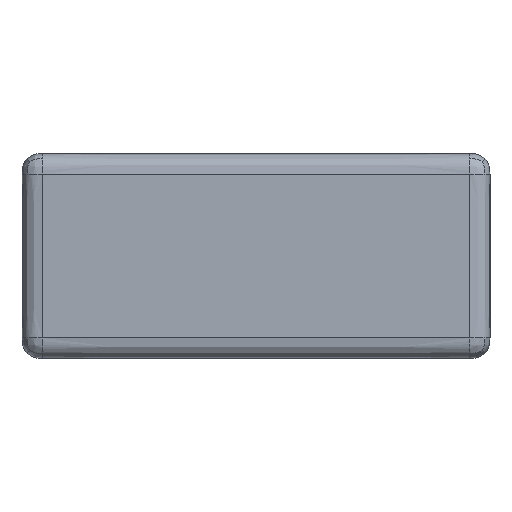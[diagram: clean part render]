
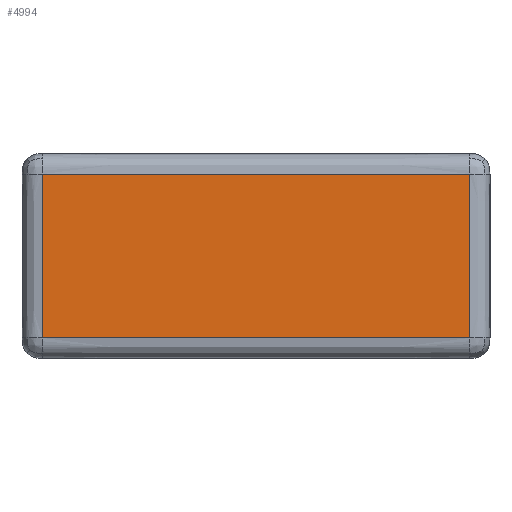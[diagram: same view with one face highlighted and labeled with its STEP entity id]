
A CAD part, left-side view. The second image highlights one B-rep face of the part: STEP entity #4994.
In plain terms, the highlighted planar face has unit normal (-1, 0, 0).
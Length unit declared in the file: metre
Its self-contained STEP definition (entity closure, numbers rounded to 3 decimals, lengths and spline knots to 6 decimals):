
#660=ORIENTED_EDGE('',*,*,#2006,.T.);
#661=ORIENTED_EDGE('',*,*,#2007,.T.);
#662=ORIENTED_EDGE('',*,*,#2008,.T.);
#663=ORIENTED_EDGE('',*,*,#2009,.T.);
#2006=EDGE_CURVE('',#2679,#2680,#3181,.T.);
#2007=EDGE_CURVE('',#2680,#2681,#3182,.T.);
#2008=EDGE_CURVE('',#2681,#2682,#3183,.T.);
#2009=EDGE_CURVE('',#2682,#2679,#3184,.T.);
#2679=VERTEX_POINT('',#7258);
#2680=VERTEX_POINT('',#7259);
#2681=VERTEX_POINT('',#7264);
#2682=VERTEX_POINT('',#7269);
#3181=B_SPLINE_CURVE_WITH_KNOTS('',3,(#7254,#7255,#7256,#7257),
 .UNSPECIFIED.,.F.,.F.,(4,4),(0.,1.),.UNSPECIFIED.);
#3182=B_SPLINE_CURVE_WITH_KNOTS('',3,(#7260,#7261,#7262,#7263),
 .UNSPECIFIED.,.F.,.F.,(4,4),(0.,1.),.UNSPECIFIED.);
#3183=B_SPLINE_CURVE_WITH_KNOTS('',3,(#7265,#7266,#7267,#7268),
 .UNSPECIFIED.,.F.,.F.,(4,4),(0.,1.),.UNSPECIFIED.);
#3184=B_SPLINE_CURVE_WITH_KNOTS('',3,(#7270,#7271,#7272,#7273),
 .UNSPECIFIED.,.F.,.F.,(4,4),(0.,1.),.UNSPECIFIED.);
#3602=EDGE_LOOP('',(#660,#661,#662,#663));
#4258=FACE_BOUND('',#3602,.T.);
#4910=PLANE('',#5556);
#4994=ADVANCED_FACE('',(#4258),#4910,.T.);
#5556=AXIS2_PLACEMENT_3D('',#7253,#5970,#5971);
#5970=DIRECTION('',(-1.,0.,0.));
#5971=DIRECTION('',(0.,0.,1.));
#7253=CARTESIAN_POINT('',(0.,-0.07435,0.03));
#7254=CARTESIAN_POINT('',(0.,-0.1056,0.027));
#7255=CARTESIAN_POINT('',(0.,-0.084767,0.027));
#7256=CARTESIAN_POINT('',(0.,-0.063933,0.027));
#7257=CARTESIAN_POINT('',(0.,-0.0431,0.027));
#7258=CARTESIAN_POINT('',(0.,-0.1056,0.027));
#7259=CARTESIAN_POINT('',(0.,-0.0431,0.027));
#7260=CARTESIAN_POINT('',(0.,-0.0431,0.027));
#7261=CARTESIAN_POINT('',(0.,-0.0431,0.019));
#7262=CARTESIAN_POINT('',(0.,-0.0431,0.011));
#7263=CARTESIAN_POINT('',(0.,-0.0431,0.003));
#7264=CARTESIAN_POINT('',(0.,-0.0431,0.003));
#7265=CARTESIAN_POINT('',(0.,-0.0431,0.003));
#7266=CARTESIAN_POINT('',(0.,-0.063933,0.003));
#7267=CARTESIAN_POINT('',(0.,-0.084767,0.003));
#7268=CARTESIAN_POINT('',(0.,-0.1056,0.003));
#7269=CARTESIAN_POINT('',(0.,-0.1056,0.003));
#7270=CARTESIAN_POINT('',(0.,-0.1056,0.003));
#7271=CARTESIAN_POINT('',(0.,-0.1056,0.011));
#7272=CARTESIAN_POINT('',(0.,-0.1056,0.019));
#7273=CARTESIAN_POINT('',(0.,-0.1056,0.027));
